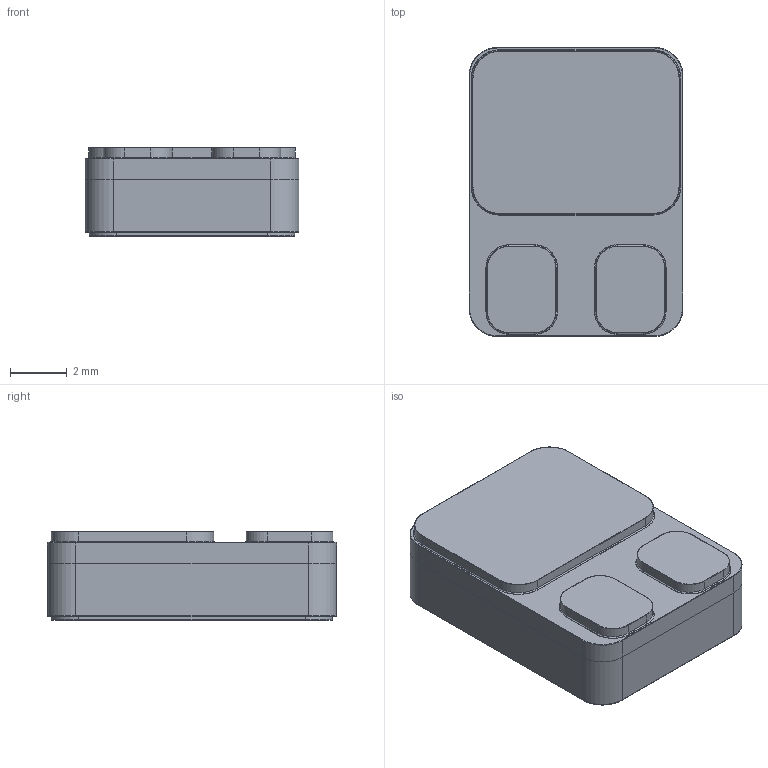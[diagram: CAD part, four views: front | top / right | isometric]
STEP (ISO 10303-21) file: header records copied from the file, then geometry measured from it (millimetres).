
FILE_DESCRIPTION (( 'STEP AP214' ), '1' );
FILE_NAME ('User Library-IR_SMD_0_5.STEP', '2017-09-15T08:34:36', ( 'Windows User' ), ( '' ), 'SwSTEP 2.0', 'SolidWorks 2017', '' );
FILE_SCHEMA (( 'AUTOMOTIVE_DESIGN' ));
Length unit declared in the file: centimetre
Products named in the file (6): User Library-IR_SMD_0_5_SMD-0.5_Text; User Library-IR_SMD_0_5_SMD-0.5_Pad2; User Library-IR_SMD_0_5_SMD-0.5_Pad1; User Library-IR_SMD_0_5_SMD-0.5_Body2; User Library-IR_SMD_0_5_SMD-0.5_Body1; User Library-IR_SMD_0_5
Assembly tree (6 placements, depth 2):
  User Library-IR_SMD_0_5
    User Library-IR_SMD_0_5_SMD-0.5_Body1
    User Library-IR_SMD_0_5_SMD-0.5_Body2
    User Library-IR_SMD_0_5_SMD-0.5_Pad1
    User Library-IR_SMD_0_5_SMD-0.5_Pad2  x2
    User Library-IR_SMD_0_5_SMD-0.5_Text
Bounding box: 7.52 x 10.16 x 3.12 mm (x, y, z)
Volume: 238.3 mm3; surface area: 538.7 mm2
Topology: 12 solids, 12 shells, 272 faces, 652 edges, 408 vertices
Faces by surface type: plane 100, bspline 96, cylinder 76
Entity records: 9395 total; most frequent: CARTESIAN_POINT 2380, ORIENTED_EDGE 1144, DIRECTION 864, EDGE_CURVE 572, VERTEX_POINT 360, LINE 308, VECTOR 308, AXIS2_PLACEMENT_3D 278
